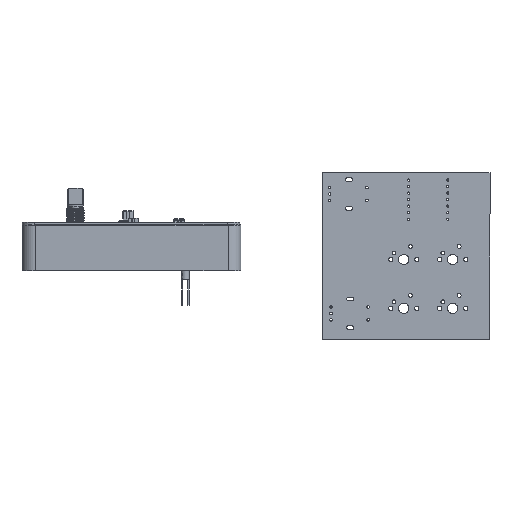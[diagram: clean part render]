
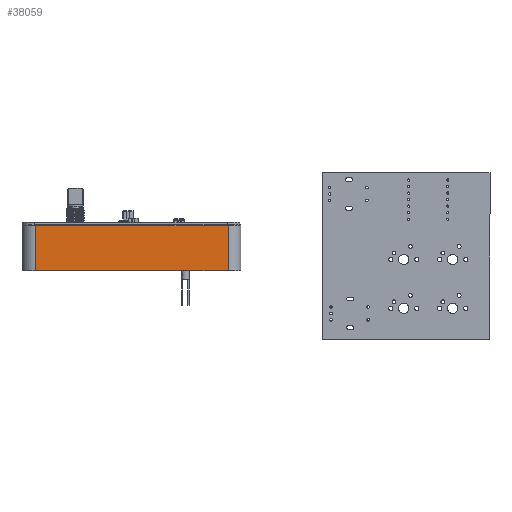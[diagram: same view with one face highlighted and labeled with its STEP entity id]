
A CAD part, top view. The second image highlights one B-rep face of the part: STEP entity #38059.
In plain terms, the highlighted planar face has unit normal (0, 0, 1).
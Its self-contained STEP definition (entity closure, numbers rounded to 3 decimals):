
#3282=FACE_OUTER_BOUND('',#5628,.T.);
#5628=EDGE_LOOP('',(#27209,#27210,#27211,#27212));
#7766=LINE('',#54905,#11056);
#8232=LINE('',#60934,#11522);
#8234=LINE('',#60951,#11524);
#8235=LINE('',#60953,#11525);
#11056=VECTOR('',#43992,10.);
#11522=VECTOR('',#44650,10.);
#11524=VECTOR('',#44674,10.);
#11525=VECTOR('',#44677,10.);
#15995=VERTEX_POINT('',#54902);
#15996=VERTEX_POINT('',#54904);
#16637=VERTEX_POINT('',#60920);
#16643=VERTEX_POINT('',#60932);
#19531=EDGE_CURVE('',#15995,#15996,#7766,.T.);
#20490=EDGE_CURVE('',#16643,#16637,#8232,.T.);
#20496=EDGE_CURVE('',#16637,#15995,#8234,.T.);
#20497=EDGE_CURVE('',#15996,#16643,#8235,.T.);
#27209=ORIENTED_EDGE('',*,*,#20496,.F.);
#27210=ORIENTED_EDGE('',*,*,#20490,.F.);
#27211=ORIENTED_EDGE('',*,*,#20497,.F.);
#27212=ORIENTED_EDGE('',*,*,#19531,.F.);
#36983=PLANE('',#40283);
#38059=ADVANCED_FACE('',(#3282),#36983,.T.);
#40283=AXIS2_PLACEMENT_3D('',#60952,#44675,#44676);
#43992=DIRECTION('',(1.,0.,0.));
#44650=DIRECTION('',(-1.,0.,0.));
#44674=DIRECTION('',(0.,1.,0.));
#44675=DIRECTION('center_axis',(0.,0.,1.));
#44676=DIRECTION('ref_axis',(1.,0.,0.));
#44677=DIRECTION('',(0.,-1.,0.));
#54902=CARTESIAN_POINT('',(-36.09,18.,52.103));
#54904=CARTESIAN_POINT('',(39.048,18.,52.103));
#54905=CARTESIAN_POINT('',(44.048,18.,52.103));
#60920=CARTESIAN_POINT('',(-36.09,0.,52.103));
#60932=CARTESIAN_POINT('',(39.048,0.,52.103));
#60934=CARTESIAN_POINT('',(44.048,0.,52.103));
#60951=CARTESIAN_POINT('',(-36.09,0.,52.103));
#60952=CARTESIAN_POINT('Origin',(-41.09,0.,52.103));
#60953=CARTESIAN_POINT('',(39.048,0.,52.103));
